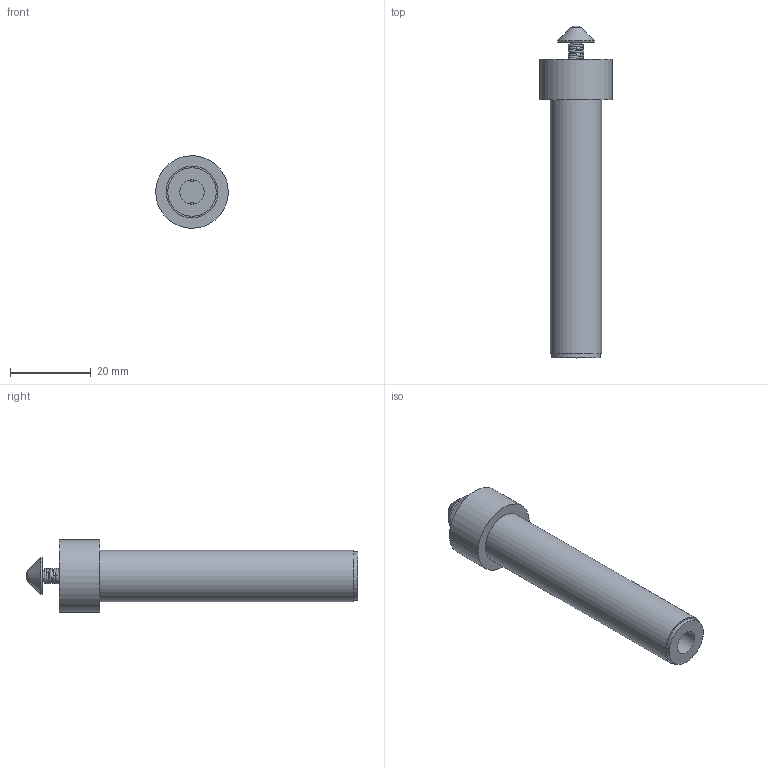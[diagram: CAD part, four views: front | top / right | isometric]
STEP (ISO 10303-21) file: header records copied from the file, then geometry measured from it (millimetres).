
FILE_DESCRIPTION(/* description */ (''),/* implementation_level */ '2;1');
FILE_NAME(/* name */ 'shank_bottom_ipt_92530788.STEP',/* time_stamp */ '2018-03-02T15:59:25+01:00',/* author */ ('Work'),/* organization */ (''),/* preprocessor_version */ 'ST-DEVELOPER v16.5',/* originating_system */ 'Autodesk Inventor 2017',/* authorisation */ '');
FILE_SCHEMA (('AUTOMOTIVE_DESIGN { 1 0 10303 214 3 1 1 }'));
Length unit declared in the file: millimetre
Products named in the file (1): shank_bottom
Bounding box: 18 x 82.27 x 18 mm (x, y, z)
Volume: 7783 mm3; surface area: 5843.9 mm2
Topology: 1 solids, 4 shells, 76 faces, 175 edges, 118 vertices
Faces by surface type: plane 45, cylinder 15, bspline 11, cone 5
Full cylindrical faces by diameter (mm): 1 x3, 2 x2, 2.013 x1, 2.5 x2, 6 x1, 8 x3, 12 x1, 12.8 x1, 18 x1
Entity records: 3255 total; most frequent: CARTESIAN_POINT 1526, DIRECTION 323, ORIENTED_EDGE 296, EDGE_CURVE 148, AXIS2_PLACEMENT_3D 124, EDGE_LOOP 113, VERTEX_POINT 111, FACE_OUTER_BOUND 76
